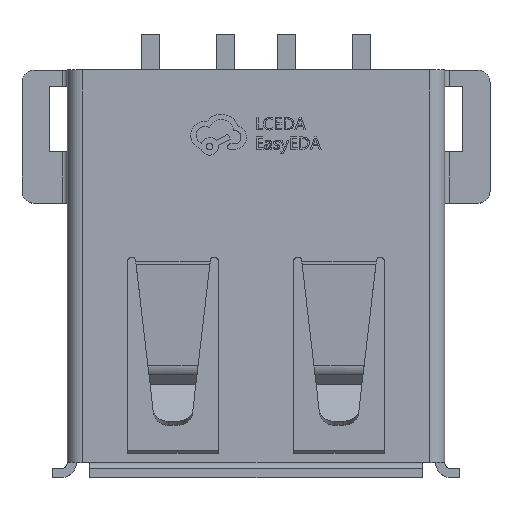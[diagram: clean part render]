
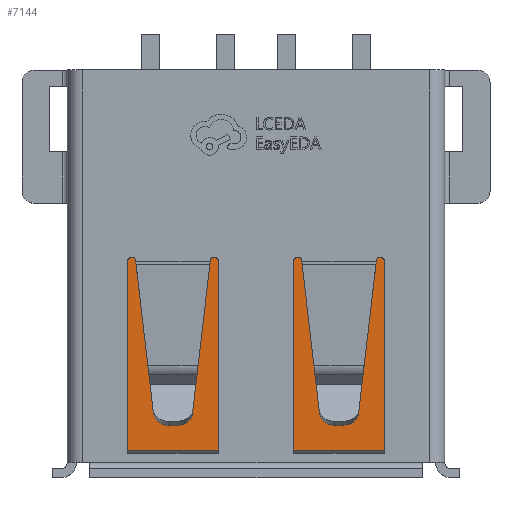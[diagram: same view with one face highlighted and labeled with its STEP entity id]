
A CAD part, top view. The second image highlights one B-rep face of the part: STEP entity #7144.
In plain terms, the highlighted planar face has unit normal (0, 0, 1).
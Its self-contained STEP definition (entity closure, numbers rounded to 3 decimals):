
#237 = DIRECTION ( 'NONE',  ( -1., 0., 0. ) ) ;
#1837 = CARTESIAN_POINT ( 'NONE',  ( -5.35, -0.9, 5.95 ) ) ;
#2327 = EDGE_LOOP ( 'NONE', ( #33969, #33632, #17301, #6585 ) ) ;
#2414 = VERTEX_POINT ( 'NONE', #32821 ) ;
#2459 = VERTEX_POINT ( 'NONE', #4637 ) ;
#4501 = LINE ( 'NONE', #22340, #27937 ) ;
#4637 = CARTESIAN_POINT ( 'NONE',  ( 5.35, -0.9, 5.95 ) ) ;
#6170 = CARTESIAN_POINT ( 'NONE',  ( 5.35, -20.742, 5.95 ) ) ;
#6585 = ORIENTED_EDGE ( 'NONE', *, *, #18252, .T. ) ;
#7144 = ADVANCED_FACE ( 'NONE', ( #31240 ), #20755, .F. ) ;
#8923 = VECTOR ( 'NONE', #27679, 1000. ) ;
#9545 = EDGE_CURVE ( 'NONE', #2414, #2459, #20168, .T. ) ;
#11850 = CARTESIAN_POINT ( 'NONE',  ( -5.35, -9., 5.95 ) ) ;
#15283 = VERTEX_POINT ( 'NONE', #1837 ) ;
#15684 = DIRECTION ( 'NONE',  ( 0., 0., -1. ) ) ;
#17301 = ORIENTED_EDGE ( 'NONE', *, *, #9545, .T. ) ;
#17818 = VECTOR ( 'NONE', #31418, 1000. ) ;
#18252 = EDGE_CURVE ( 'NONE', #2459, #15283, #4501, .T. ) ;
#20168 = LINE ( 'NONE', #6170, #8923 ) ;
#20743 = CARTESIAN_POINT ( 'NONE',  ( -5.35, -9., 5.95 ) ) ;
#20755 = PLANE ( 'NONE',  #23213 ) ;
#22340 = CARTESIAN_POINT ( 'NONE',  ( -5.35, -0.9, 5.95 ) ) ;
#23213 = AXIS2_PLACEMENT_3D ( 'NONE', #26340, #15684, #237 ) ;
#25515 = CARTESIAN_POINT ( 'NONE',  ( -5.35, -20.742, 5.95 ) ) ;
#26067 = EDGE_CURVE ( 'NONE', #27474, #2414, #34022, .T. ) ;
#26340 = CARTESIAN_POINT ( 'NONE',  ( -5.35, -20.742, 5.95 ) ) ;
#27451 = VECTOR ( 'NONE', #33404, 1000. ) ;
#27474 = VERTEX_POINT ( 'NONE', #11850 ) ;
#27679 = DIRECTION ( 'NONE',  ( 0., 1., 0. ) ) ;
#27937 = VECTOR ( 'NONE', #33379, 1000. ) ;
#27984 = LINE ( 'NONE', #25515, #27451 ) ;
#30405 = EDGE_CURVE ( 'NONE', #27474, #15283, #27984, .T. ) ;
#31240 = FACE_OUTER_BOUND ( 'NONE', #2327, .T. ) ;
#31418 = DIRECTION ( 'NONE',  ( 1., 0., 0. ) ) ;
#32821 = CARTESIAN_POINT ( 'NONE',  ( 5.35, -9., 5.95 ) ) ;
#33379 = DIRECTION ( 'NONE',  ( -1., 0., 0. ) ) ;
#33404 = DIRECTION ( 'NONE',  ( 0., 1., 0. ) ) ;
#33632 = ORIENTED_EDGE ( 'NONE', *, *, #26067, .T. ) ;
#33969 = ORIENTED_EDGE ( 'NONE', *, *, #30405, .F. ) ;
#34022 = LINE ( 'NONE', #20743, #17818 ) ;
